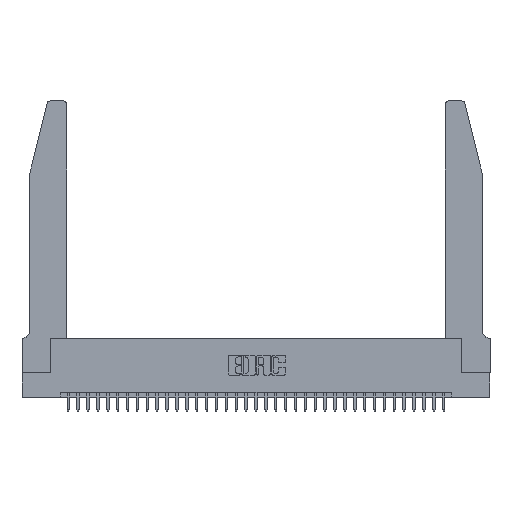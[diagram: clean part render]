
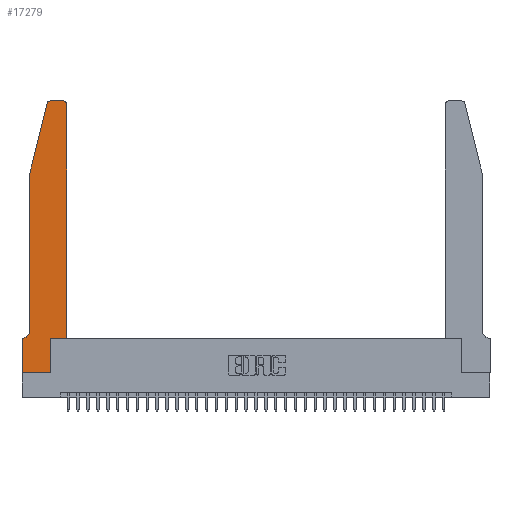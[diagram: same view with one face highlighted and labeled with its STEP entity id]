
A CAD part, top view. The second image highlights one B-rep face of the part: STEP entity #17279.
In plain terms, the highlighted planar face has unit normal (0, 0, 1).
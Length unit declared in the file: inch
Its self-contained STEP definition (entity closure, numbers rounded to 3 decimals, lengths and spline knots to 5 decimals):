
#83 = DIRECTION ( 'NONE',  ( 0., 0., 1. ) ) ;
#1280 = EDGE_CURVE ( 'NONE', #24117, #24315, #15403, .T. ) ;
#1640 = CARTESIAN_POINT ( 'NONE',  ( 0.284, 2.75, 0.37 ) ) ;
#1661 = CARTESIAN_POINT ( 'NONE',  ( 0.4205, 2.75, 0.37 ) ) ;
#2600 = LINE ( 'NONE', #35364, #26380 ) ;
#3851 = CARTESIAN_POINT ( 'NONE',  ( 0., 0., 0.37 ) ) ;
#3918 = DIRECTION ( 'NONE',  ( -0.239, -0.971, 0. ) ) ;
#4033 = FACE_OUTER_BOUND ( 'NONE', #35728, .T. ) ;
#4419 = AXIS2_PLACEMENT_3D ( 'NONE', #33232, #10883, #16325 ) ;
#4567 = PLANE ( 'NONE',  #9962 ) ;
#5036 = VECTOR ( 'NONE', #12042, 39.37008 ) ;
#5075 = VERTEX_POINT ( 'NONE', #32379 ) ;
#5349 = VERTEX_POINT ( 'NONE', #15510 ) ;
#7096 = DIRECTION ( 'NONE',  ( 0., 1., 0. ) ) ;
#7345 = DIRECTION ( 'NONE',  ( 0., 0., 1. ) ) ;
#7678 = EDGE_CURVE ( 'NONE', #20714, #25505, #31340, .T. ) ;
#7778 = DIRECTION ( 'NONE',  ( 0., 1., 0. ) ) ;
#7840 = CARTESIAN_POINT ( 'NONE',  ( 0.4505, 2.72, 0.37 ) ) ;
#8111 = VERTEX_POINT ( 'NONE', #1640 ) ;
#8727 = CIRCLE ( 'NONE', #35789, 0.03 ) ;
#8869 = ORIENTED_EDGE ( 'NONE', *, *, #7678, .T. ) ;
#8931 = ORIENTED_EDGE ( 'NONE', *, *, #35647, .T. ) ;
#9330 = CARTESIAN_POINT ( 'NONE',  ( 0.284, 2.72, 0.37 ) ) ;
#9430 = CARTESIAN_POINT ( 'NONE',  ( 0.0755, 2., 0.37 ) ) ;
#9962 = AXIS2_PLACEMENT_3D ( 'NONE', #23926, #7345, #26673 ) ;
#10049 = EDGE_CURVE ( 'NONE', #24315, #18070, #13516, .T. ) ;
#10420 = EDGE_CURVE ( 'NONE', #25505, #5349, #18257, .T. ) ;
#10505 = LINE ( 'NONE', #35531, #16124 ) ;
#10883 = DIRECTION ( 'NONE',  ( 0., 0., -1. ) ) ;
#11359 = CIRCLE ( 'NONE', #4419, 0.07 ) ;
#12042 = DIRECTION ( 'NONE',  ( 1., 0., 0. ) ) ;
#12122 = VERTEX_POINT ( 'NONE', #20891 ) ;
#12229 = DIRECTION ( 'NONE',  ( 0., 0., 1. ) ) ;
#12266 = VERTEX_POINT ( 'NONE', #7840 ) ;
#12557 = CARTESIAN_POINT ( 'NONE',  ( 0.4505, 0.35, 0.37 ) ) ;
#12635 = VECTOR ( 'NONE', #20696, 39.37008 ) ;
#13313 = CARTESIAN_POINT ( 'NONE',  ( 0.0755, 0.35, 0.37 ) ) ;
#13516 = LINE ( 'NONE', #12557, #12635 ) ;
#13687 = ORIENTED_EDGE ( 'NONE', *, *, #26301, .T. ) ;
#13719 = CARTESIAN_POINT ( 'NONE',  ( 0.4205, 2.72, 0.37 ) ) ;
#14617 = ORIENTED_EDGE ( 'NONE', *, *, #17000, .T. ) ;
#14724 = CARTESIAN_POINT ( 'NONE',  ( 0.25487, 2.72718, 0.37 ) ) ;
#15403 = LINE ( 'NONE', #25684, #17508 ) ;
#15510 = CARTESIAN_POINT ( 'NONE',  ( 0.0755, 0.42, 0.37 ) ) ;
#15699 = DIRECTION ( 'NONE',  ( -1., 0., 0. ) ) ;
#16124 = VECTOR ( 'NONE', #22561, 39.37008 ) ;
#16325 = DIRECTION ( 'NONE',  ( -1., 0., 0. ) ) ;
#17000 = EDGE_CURVE ( 'NONE', #5349, #5075, #11359, .T. ) ;
#17279 = ADVANCED_FACE ( 'NONE', ( #4033 ), #4567, .T. ) ;
#17453 = VECTOR ( 'NONE', #19217, 39.37008 ) ;
#17508 = VECTOR ( 'NONE', #7096, 39.37008 ) ;
#18070 = VERTEX_POINT ( 'NONE', #23709 ) ;
#18257 = LINE ( 'NONE', #18289, #29491 ) ;
#18289 = CARTESIAN_POINT ( 'NONE',  ( 0.0755, 2., 0.37 ) ) ;
#19217 = DIRECTION ( 'NONE',  ( 0., -1., 0. ) ) ;
#19677 = VECTOR ( 'NONE', #3918, 39.37008 ) ;
#20013 = EDGE_CURVE ( 'NONE', #8111, #20714, #20741, .T. ) ;
#20409 = ORIENTED_EDGE ( 'NONE', *, *, #1280, .T. ) ;
#20581 = LINE ( 'NONE', #3851, #5036 ) ;
#20696 = DIRECTION ( 'NONE',  ( 1., 0., 0. ) ) ;
#20714 = VERTEX_POINT ( 'NONE', #14724 ) ;
#20741 = CIRCLE ( 'NONE', #21879, 0.03 ) ;
#20891 = CARTESIAN_POINT ( 'NONE',  ( 0., 0.35, 0.37 ) ) ;
#21879 = AXIS2_PLACEMENT_3D ( 'NONE', #9330, #12229, #34384 ) ;
#21999 = DIRECTION ( 'NONE',  ( 1., 0., 0. ) ) ;
#22082 = ORIENTED_EDGE ( 'NONE', *, *, #22803, .T. ) ;
#22252 = EDGE_CURVE ( 'NONE', #29106, #24117, #20581, .T. ) ;
#22561 = DIRECTION ( 'NONE',  ( -1., 0., 0. ) ) ;
#22803 = EDGE_CURVE ( 'NONE', #12122, #29106, #28286, .T. ) ;
#23157 = ORIENTED_EDGE ( 'NONE', *, *, #24438, .T. ) ;
#23184 = CARTESIAN_POINT ( 'NONE',  ( 0., 0., 0.37 ) ) ;
#23376 = VECTOR ( 'NONE', #15699, 39.37008 ) ;
#23709 = CARTESIAN_POINT ( 'NONE',  ( 0.4505, 0.35, 0.37 ) ) ;
#23926 = CARTESIAN_POINT ( 'NONE',  ( 0., 0.35, 0.37 ) ) ;
#24117 = VERTEX_POINT ( 'NONE', #27466 ) ;
#24315 = VERTEX_POINT ( 'NONE', #30748 ) ;
#24438 = EDGE_CURVE ( 'NONE', #34524, #8111, #10505, .T. ) ;
#24636 = CARTESIAN_POINT ( 'NONE',  ( 0.0755, 2., 0.37 ) ) ;
#25130 = ORIENTED_EDGE ( 'NONE', *, *, #10049, .T. ) ;
#25505 = VERTEX_POINT ( 'NONE', #24636 ) ;
#25684 = CARTESIAN_POINT ( 'NONE',  ( 0.2865, 0.35, 0.37 ) ) ;
#26297 = EDGE_CURVE ( 'NONE', #5075, #12122, #32881, .T. ) ;
#26301 = EDGE_CURVE ( 'NONE', #18070, #12266, #2600, .T. ) ;
#26380 = VECTOR ( 'NONE', #7778, 39.37008 ) ;
#26673 = DIRECTION ( 'NONE',  ( 1., 0., 0. ) ) ;
#27466 = CARTESIAN_POINT ( 'NONE',  ( 0.2865, 0., 0.37 ) ) ;
#28286 = LINE ( 'NONE', #32640, #17453 ) ;
#29106 = VERTEX_POINT ( 'NONE', #23184 ) ;
#29491 = VECTOR ( 'NONE', #32175, 39.37008 ) ;
#30303 = ORIENTED_EDGE ( 'NONE', *, *, #10420, .T. ) ;
#30501 = ORIENTED_EDGE ( 'NONE', *, *, #26297, .T. ) ;
#30748 = CARTESIAN_POINT ( 'NONE',  ( 0.2865, 0.35, 0.37 ) ) ;
#30850 = ORIENTED_EDGE ( 'NONE', *, *, #22252, .T. ) ;
#31340 = LINE ( 'NONE', #9430, #19677 ) ;
#32175 = DIRECTION ( 'NONE',  ( 0., -1., 0. ) ) ;
#32379 = CARTESIAN_POINT ( 'NONE',  ( 0.0055, 0.35, 0.37 ) ) ;
#32640 = CARTESIAN_POINT ( 'NONE',  ( 0., 0., 0.37 ) ) ;
#32881 = LINE ( 'NONE', #13313, #23376 ) ;
#33232 = CARTESIAN_POINT ( 'NONE',  ( 0.0055, 0.42, 0.37 ) ) ;
#34014 = ORIENTED_EDGE ( 'NONE', *, *, #20013, .T. ) ;
#34384 = DIRECTION ( 'NONE',  ( 1., 0., 0. ) ) ;
#34524 = VERTEX_POINT ( 'NONE', #1661 ) ;
#35364 = CARTESIAN_POINT ( 'NONE',  ( 0.4505, 0.35, 0.37 ) ) ;
#35531 = CARTESIAN_POINT ( 'NONE',  ( 0.2605, 2.75, 0.37 ) ) ;
#35647 = EDGE_CURVE ( 'NONE', #12266, #34524, #8727, .T. ) ;
#35728 = EDGE_LOOP ( 'NONE', ( #23157, #34014, #8869, #30303, #14617, #30501, #22082, #30850, #20409, #25130, #13687, #8931 ) ) ;
#35789 = AXIS2_PLACEMENT_3D ( 'NONE', #13719, #83, #21999 ) ;
